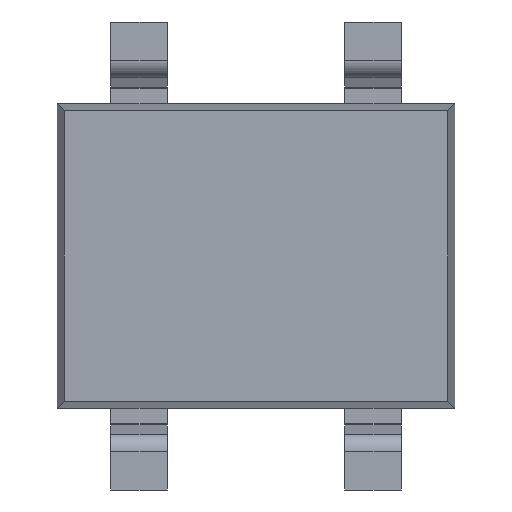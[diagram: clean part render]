
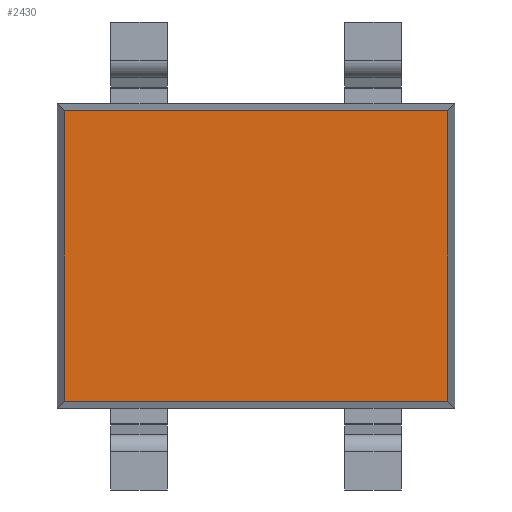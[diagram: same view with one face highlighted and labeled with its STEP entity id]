
A CAD part, left-side view. The second image highlights one B-rep face of the part: STEP entity #2430.
In plain terms, the highlighted planar face has unit normal (-1, 0, 0).
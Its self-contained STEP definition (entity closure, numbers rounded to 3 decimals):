
#2117=DIRECTION('',(0.,0.,1.));
#2118=VECTOR('',#2117,6.2);
#2119=CARTESIAN_POINT('',(0.33,-4.1,-3.1));
#2120=LINE('',#2119,#2118);
#2129=DIRECTION('',(0.,-1.,0.));
#2130=VECTOR('',#2129,8.2);
#2131=CARTESIAN_POINT('',(0.33,4.1,-3.1));
#2132=LINE('',#2131,#2130);
#2141=DIRECTION('',(0.,0.,-1.));
#2142=VECTOR('',#2141,6.2);
#2143=CARTESIAN_POINT('',(0.33,4.1,3.1));
#2144=LINE('',#2143,#2142);
#2145=DIRECTION('',(0.,1.,0.));
#2146=VECTOR('',#2145,8.2);
#2147=CARTESIAN_POINT('',(0.33,-4.1,3.1));
#2148=LINE('',#2147,#2146);
#2203=CARTESIAN_POINT('',(0.33,-4.1,-3.1));
#2204=VERTEX_POINT('',#2203);
#2205=CARTESIAN_POINT('',(0.33,-4.1,3.1));
#2206=VERTEX_POINT('',#2205);
#2207=CARTESIAN_POINT('',(0.33,4.1,-3.1));
#2208=VERTEX_POINT('',#2207);
#2209=CARTESIAN_POINT('',(0.33,4.1,3.1));
#2210=VERTEX_POINT('',#2209);
#2419=CARTESIAN_POINT('',(0.33,-4.25,-3.25));
#2420=DIRECTION('',(1.,0.,0.));
#2421=DIRECTION('',(0.,1.,0.));
#2422=AXIS2_PLACEMENT_3D('',#2419,#2420,#2421);
#2423=PLANE('',#2422);
#2424=ORIENTED_EDGE('',*,*,#2342,.F.);
#2425=ORIENTED_EDGE('',*,*,#2364,.F.);
#2426=ORIENTED_EDGE('',*,*,#2387,.F.);
#2427=ORIENTED_EDGE('',*,*,#2405,.F.);
#2428=EDGE_LOOP('',(#2424,#2425,#2426,#2427));
#2429=FACE_OUTER_BOUND('',#2428,.F.);
#2342=EDGE_CURVE('',#2204,#2206,#2120,.T.);
#2364=EDGE_CURVE('',#2208,#2204,#2132,.T.);
#2387=EDGE_CURVE('',#2210,#2208,#2144,.T.);
#2405=EDGE_CURVE('',#2206,#2210,#2148,.T.);
#2430=ADVANCED_FACE('',(#2429),#2423,.F.);
